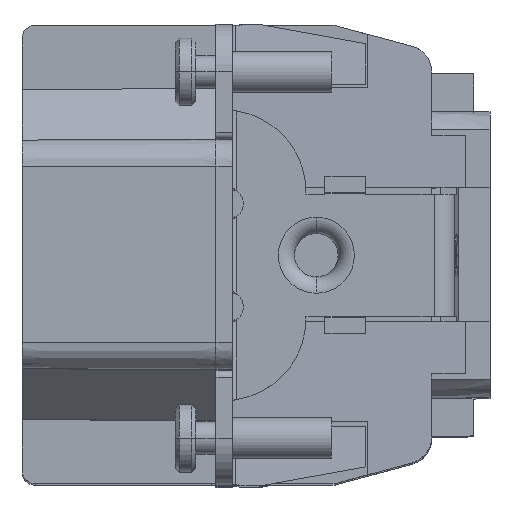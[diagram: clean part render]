
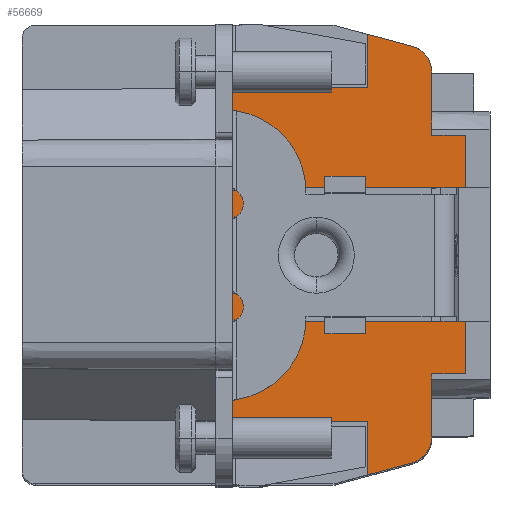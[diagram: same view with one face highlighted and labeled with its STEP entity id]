
A CAD part, top view. The second image highlights one B-rep face of the part: STEP entity #56669.
In plain terms, the highlighted planar face has unit normal (0.005, 0, 1).
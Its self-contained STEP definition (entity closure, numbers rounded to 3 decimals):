
#14406=DIRECTION('',(0.,-1.,0.));
#14407=VECTOR('',#14406,9.905);
#14408=CARTESIAN_POINT('',(17.,4.953,31.733));
#14409=LINE('',#14408,#14407);
#14410=DIRECTION('',(1.,0.,-0.005));
#14411=VECTOR('',#14410,13.2);
#14412=CARTESIAN_POINT('',(17.,-4.953,31.733));
#14413=LINE('',#14412,#14411);
#14414=DIRECTION('',(0.,1.,0.));
#14415=VECTOR('',#14414,0.038);
#14416=CARTESIAN_POINT('',(30.2,-4.953,31.664));
#14417=LINE('',#14416,#14415);
#14418=DIRECTION('',(1.,-0.009,-0.005));
#14419=VECTOR('',#14418,2.5);
#14420=CARTESIAN_POINT('',(30.2,-4.915,31.664));
#14421=LINE('',#14420,#14419);
#14422=DIRECTION('',(0.,-1.,0.));
#14423=VECTOR('',#14422,3.863);
#14424=CARTESIAN_POINT('',(32.7,-4.937,31.651));
#14425=LINE('',#14424,#14423);
#14426=DIRECTION('',(-1.,0.,0.005));
#14427=VECTOR('',#14426,2.5);
#14428=CARTESIAN_POINT('',(32.7,-8.8,31.651));
#14429=LINE('',#14428,#14427);
#14430=DIRECTION('',(0.,-1.,0.));
#14431=VECTOR('',#14430,4.636);
#14432=CARTESIAN_POINT('',(30.2,-8.8,31.664));
#14433=LINE('',#14432,#14431);
#14434=CARTESIAN_POINT('',(30.2,-13.436,31.664));
#14435=CARTESIAN_POINT('',(30.2,-13.948,31.664));
#14436=CARTESIAN_POINT('',(29.868,-14.716,
31.666));
#14437=CARTESIAN_POINT('',(29.212,-15.236,
31.669));
#14438=CARTESIAN_POINT('',(28.718,-15.368,
31.672));
#14440=DIRECTION('',(-0.966,-0.259,0.005));
#14441=VECTOR('',#14440,3.331);
#14442=CARTESIAN_POINT('',(28.718,-15.368,
31.672));
#14443=LINE('',#14442,#14441);
#14444=DIRECTION('',(1.,-0.005,-0.005));
#14445=VECTOR('',#14444,1.4);
#14446=CARTESIAN_POINT('',(12.9,4.005,31.755));
#14447=LINE('',#14446,#14445);
#14448=DIRECTION('',(0.966,-0.259,-0.005));
#14449=VECTOR('',#14448,3.331);
#14450=CARTESIAN_POINT('',(25.5,16.23,31.689));
#14451=LINE('',#14450,#14449);
#14452=CARTESIAN_POINT('',(28.718,15.368,31.672));
#14453=CARTESIAN_POINT('',(29.212,15.236,31.669));
#14454=CARTESIAN_POINT('',(29.868,14.716,31.666));
#14455=CARTESIAN_POINT('',(30.2,13.948,31.664));
#14456=CARTESIAN_POINT('',(30.2,13.436,31.664));
#14458=DIRECTION('',(0.,-1.,0.));
#14459=VECTOR('',#14458,4.636);
#14460=CARTESIAN_POINT('',(30.2,13.436,31.664));
#14461=LINE('',#14460,#14459);
#14462=DIRECTION('',(0.,-1.,0.));
#14463=VECTOR('',#14462,3.863);
#14464=CARTESIAN_POINT('',(32.7,8.8,31.651));
#14465=LINE('',#14464,#14463);
#14466=DIRECTION('',(-1.,-0.009,0.005));
#14467=VECTOR('',#14466,2.5);
#14468=CARTESIAN_POINT('',(32.7,4.937,31.651));
#14469=LINE('',#14468,#14467);
#14470=DIRECTION('',(0.,1.,0.));
#14471=VECTOR('',#14470,0.038);
#14472=CARTESIAN_POINT('',(30.2,4.915,31.664));
#14473=LINE('',#14472,#14471);
#14474=DIRECTION('',(1.,0.,-0.005));
#14475=VECTOR('',#14474,13.2);
#14476=CARTESIAN_POINT('',(17.,4.953,31.733));
#14477=LINE('',#14476,#14475);
#15030=DIRECTION('',(1.,0.005,-0.005));
#15031=VECTOR('',#15030,1.4);
#15032=CARTESIAN_POINT('',(12.9,-4.005,31.755));
#15033=LINE('',#15032,#15031);
#15463=DIRECTION('',(0.,-1.,0.));
#15464=VECTOR('',#15463,8.244);
#15465=CARTESIAN_POINT('',(14.3,-3.997,31.747));
#15466=LINE('',#15465,#15464);
#18129=DIRECTION('',(0.,-1.,0.));
#18130=VECTOR('',#18129,8.009);
#18131=CARTESIAN_POINT('',(12.9,4.005,31.755));
#18132=LINE('',#18131,#18130);
#18596=DIRECTION('',(0.,-1.,0.));
#18597=VECTOR('',#18596,3.93);
#18598=CARTESIAN_POINT('',(25.5,16.23,31.689));
#18599=LINE('',#18598,#18597);
#18604=DIRECTION('',(-1.,-0.005,0.005));
#18605=VECTOR('',#18604,11.2);
#18606=CARTESIAN_POINT('',(25.5,12.3,31.689));
#18607=LINE('',#18606,#18605);
#18628=DIRECTION('',(0.,-1.,0.));
#18629=VECTOR('',#18628,8.244);
#18630=CARTESIAN_POINT('',(14.3,12.241,31.747));
#18631=LINE('',#18630,#18629);
#23177=DIRECTION('',(0.,-1.,0.));
#23178=VECTOR('',#23177,3.93);
#23179=CARTESIAN_POINT('',(25.5,-12.3,31.689));
#23180=LINE('',#23179,#23178);
#23181=DIRECTION('',(1.,-0.005,-0.005));
#23182=VECTOR('',#23181,11.2);
#23183=CARTESIAN_POINT('',(14.3,-12.241,31.747));
#23184=LINE('',#23183,#23182);
#23245=DIRECTION('',(-1.,0.,0.005));
#23246=VECTOR('',#23245,2.5);
#23247=CARTESIAN_POINT('',(32.7,8.8,31.651));
#23248=LINE('',#23247,#23246);
#34050=VERTEX_POINT('',#14452);
#34051=VERTEX_POINT('',#14456);
#34052=CARTESIAN_POINT('',(30.2,8.8,31.664));
#34053=VERTEX_POINT('',#34052);
#34054=CARTESIAN_POINT('',(30.2,-8.8,31.664));
#34055=CARTESIAN_POINT('',(30.2,-13.436,31.664));
#34056=VERTEX_POINT('',#34054);
#34057=VERTEX_POINT('',#34055);
#34058=VERTEX_POINT('',#14438);
#34318=CARTESIAN_POINT('',(12.9,4.005,31.755));
#34319=CARTESIAN_POINT('',(12.9,-4.005,31.755));
#34320=VERTEX_POINT('',#34318);
#34321=VERTEX_POINT('',#34319);
#34529=CARTESIAN_POINT('',(14.3,3.997,31.747));
#34531=VERTEX_POINT('',#34529);
#34534=CARTESIAN_POINT('',(14.3,-3.997,31.747));
#34536=VERTEX_POINT('',#34534);
#34541=CARTESIAN_POINT('',(14.3,12.241,31.747));
#34542=VERTEX_POINT('',#34541);
#34543=CARTESIAN_POINT('',(14.3,-12.241,31.747));
#34544=VERTEX_POINT('',#34543);
#34609=CARTESIAN_POINT('',(32.7,-8.8,31.651));
#34611=VERTEX_POINT('',#34609);
#34614=CARTESIAN_POINT('',(32.7,8.8,31.651));
#34616=VERTEX_POINT('',#34614);
#34625=CARTESIAN_POINT('',(32.7,4.937,31.651));
#34626=VERTEX_POINT('',#34625);
#34627=CARTESIAN_POINT('',(32.7,-4.937,31.651));
#34628=VERTEX_POINT('',#34627);
#34633=CARTESIAN_POINT('',(25.5,16.23,31.689));
#34634=VERTEX_POINT('',#34633);
#34635=CARTESIAN_POINT('',(25.5,-16.23,31.689));
#34636=VERTEX_POINT('',#34635);
#37041=CARTESIAN_POINT('',(25.5,12.3,31.689));
#37042=VERTEX_POINT('',#37041);
#37043=CARTESIAN_POINT('',(25.5,-12.3,31.689));
#37044=VERTEX_POINT('',#37043);
#39366=CARTESIAN_POINT('',(17.,4.953,31.733));
#39367=CARTESIAN_POINT('',(17.,-4.953,31.733));
#39368=VERTEX_POINT('',#39366);
#39369=VERTEX_POINT('',#39367);
#39370=CARTESIAN_POINT('',(30.2,-4.953,31.664));
#39371=CARTESIAN_POINT('',(30.2,-4.915,31.664));
#39372=VERTEX_POINT('',#39370);
#39373=VERTEX_POINT('',#39371);
#39374=CARTESIAN_POINT('',(30.2,4.915,31.664));
#39375=CARTESIAN_POINT('',(30.2,4.953,31.664));
#39376=VERTEX_POINT('',#39374);
#39377=VERTEX_POINT('',#39375);
#56616=CARTESIAN_POINT('',(13.8,17.531,31.75));
#56617=DIRECTION('',(-0.005,0.,-1.));
#56618=DIRECTION('',(0.,1.,0.));
#56619=AXIS2_PLACEMENT_3D('',#56616,#56617,#56618);
#56620=PLANE('',#56619);
#56622=ORIENTED_EDGE('',*,*,#56621,.T.);
#56624=ORIENTED_EDGE('',*,*,#56623,.T.);
#56625=ORIENTED_EDGE('',*,*,#53615,.T.);
#56626=ORIENTED_EDGE('',*,*,#53726,.T.);
#56628=ORIENTED_EDGE('',*,*,#56627,.T.);
#56630=ORIENTED_EDGE('',*,*,#56629,.T.);
#56631=ORIENTED_EDGE('',*,*,#53607,.T.);
#56633=ORIENTED_EDGE('',*,*,#56632,.T.);
#56635=ORIENTED_EDGE('',*,*,#56634,.T.);
#56637=ORIENTED_EDGE('',*,*,#56636,.F.);
#56639=ORIENTED_EDGE('',*,*,#56638,.F.);
#56641=ORIENTED_EDGE('',*,*,#56640,.F.);
#56643=ORIENTED_EDGE('',*,*,#56642,.F.);
#56645=ORIENTED_EDGE('',*,*,#56644,.F.);
#56647=ORIENTED_EDGE('',*,*,#56646,.T.);
#56649=ORIENTED_EDGE('',*,*,#56648,.F.);
#56651=ORIENTED_EDGE('',*,*,#56650,.F.);
#56653=ORIENTED_EDGE('',*,*,#56652,.F.);
#56655=ORIENTED_EDGE('',*,*,#56654,.T.);
#56657=ORIENTED_EDGE('',*,*,#56656,.T.);
#56658=ORIENTED_EDGE('',*,*,#53631,.T.);
#56660=ORIENTED_EDGE('',*,*,#56659,.F.);
#56662=ORIENTED_EDGE('',*,*,#56661,.T.);
#56663=ORIENTED_EDGE('',*,*,#56595,.T.);
#56664=ORIENTED_EDGE('',*,*,#53623,.T.);
#56666=ORIENTED_EDGE('',*,*,#56665,.F.);
#56667=EDGE_LOOP('',(#56622,#56624,#56625,#56626,#56628,#56630,#56631,#56633,
#56635,#56637,#56639,#56641,#56643,#56645,#56647,#56649,#56651,#56653,#56655,
#56657,#56658,#56660,#56662,#56663,#56664,#56666));
#56668=FACE_OUTER_BOUND('',#56667,.F.);
#56669=ADVANCED_FACE('',(#56668),#56620,.F.);
#14439=B_SPLINE_CURVE_WITH_KNOTS('',3,(#14434,#14435,#14436,#14437,#14438),
.UNSPECIFIED.,.F.,.F.,(4,1,4),(0.,0.5,1.),.UNSPECIFIED.);
#14457=B_SPLINE_CURVE_WITH_KNOTS('',3,(#14452,#14453,#14454,#14455,#14456),
.UNSPECIFIED.,.F.,.F.,(4,1,4),(0.,0.5,1.),.UNSPECIFIED.);
#53607=EDGE_CURVE('',#34056,#34057,#14433,.T.);
#53615=EDGE_CURVE('',#39372,#39373,#14417,.T.);
#53623=EDGE_CURVE('',#39376,#39377,#14473,.T.);
#53631=EDGE_CURVE('',#34051,#34053,#14461,.T.);
#53726=EDGE_CURVE('',#39373,#34628,#14421,.T.);
#56595=EDGE_CURVE('',#34626,#39376,#14469,.T.);
#56621=EDGE_CURVE('',#39368,#39369,#14409,.T.);
#56623=EDGE_CURVE('',#39369,#39372,#14413,.T.);
#56627=EDGE_CURVE('',#34628,#34611,#14425,.T.);
#56629=EDGE_CURVE('',#34611,#34056,#14429,.T.);
#56632=EDGE_CURVE('',#34057,#34058,#14439,.T.);
#56634=EDGE_CURVE('',#34058,#34636,#14443,.T.);
#56636=EDGE_CURVE('',#37044,#34636,#23180,.T.);
#56638=EDGE_CURVE('',#34544,#37044,#23184,.T.);
#56640=EDGE_CURVE('',#34536,#34544,#15466,.T.);
#56642=EDGE_CURVE('',#34321,#34536,#15033,.T.);
#56644=EDGE_CURVE('',#34320,#34321,#18132,.T.);
#56646=EDGE_CURVE('',#34320,#34531,#14447,.T.);
#56648=EDGE_CURVE('',#34542,#34531,#18631,.T.);
#56650=EDGE_CURVE('',#37042,#34542,#18607,.T.);
#56652=EDGE_CURVE('',#34634,#37042,#18599,.T.);
#56654=EDGE_CURVE('',#34634,#34050,#14451,.T.);
#56656=EDGE_CURVE('',#34050,#34051,#14457,.T.);
#56659=EDGE_CURVE('',#34616,#34053,#23248,.T.);
#56661=EDGE_CURVE('',#34616,#34626,#14465,.T.);
#56665=EDGE_CURVE('',#39368,#39377,#14477,.T.);
